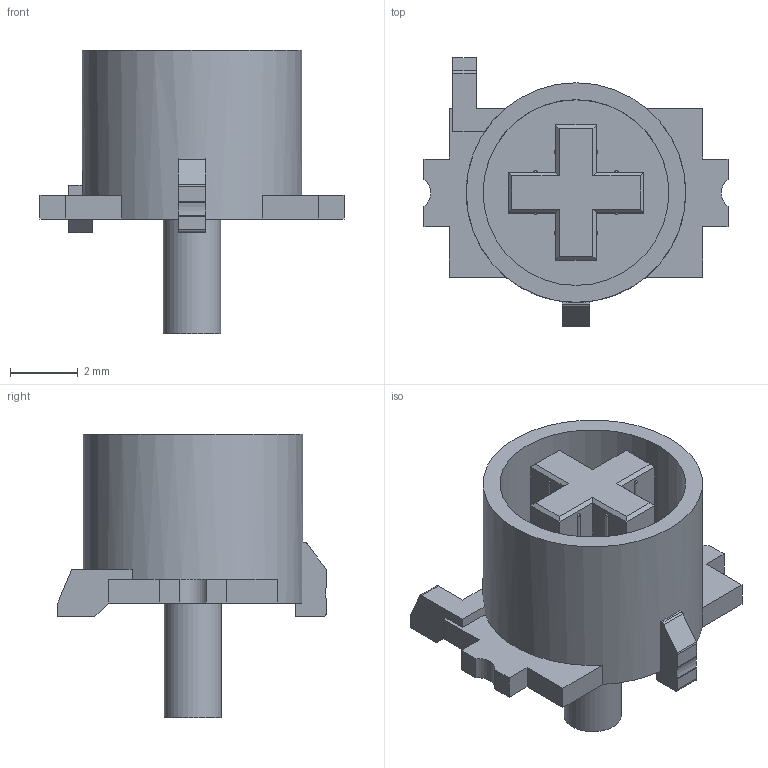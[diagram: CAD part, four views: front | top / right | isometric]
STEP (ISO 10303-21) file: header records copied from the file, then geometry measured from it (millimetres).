
FILE_DESCRIPTION(('FreeCAD Model'),'2;1');
FILE_NAME('Open CASCADE Shape Model','2023-08-24T02:42:16',(''),(''), 'Open CASCADE STEP processor 7.6','FreeCAD','Unknown');
FILE_SCHEMA(('AUTOMOTIVE_DESIGN { 1 0 10303 214 1 1 1 1 }'));
Length unit declared in the file: millimetre
Products named in the file (1): stem_tactile
Bounding box: 9 x 7.95 x 8.4 mm (x, y, z)
Volume: 112 mm3; surface area: 379.1 mm2
Topology: 1 solids, 1 shells, 94 faces, 266 edges, 170 vertices
Faces by surface type: plane 65, cylinder 21, sphere 8
Full cylindrical faces by diameter (mm): 1.7 x1, 4 x1, 5.5 x1, 6.5 x1
Entity records: 3001 total; most frequent: CARTESIAN_POINT 523, ORIENTED_EDGE 516, DIRECTION 513, EDGE_CURVE 258, LINE 193, VECTOR 193, VERTEX_POINT 170, AXIS2_PLACEMENT_3D 160
